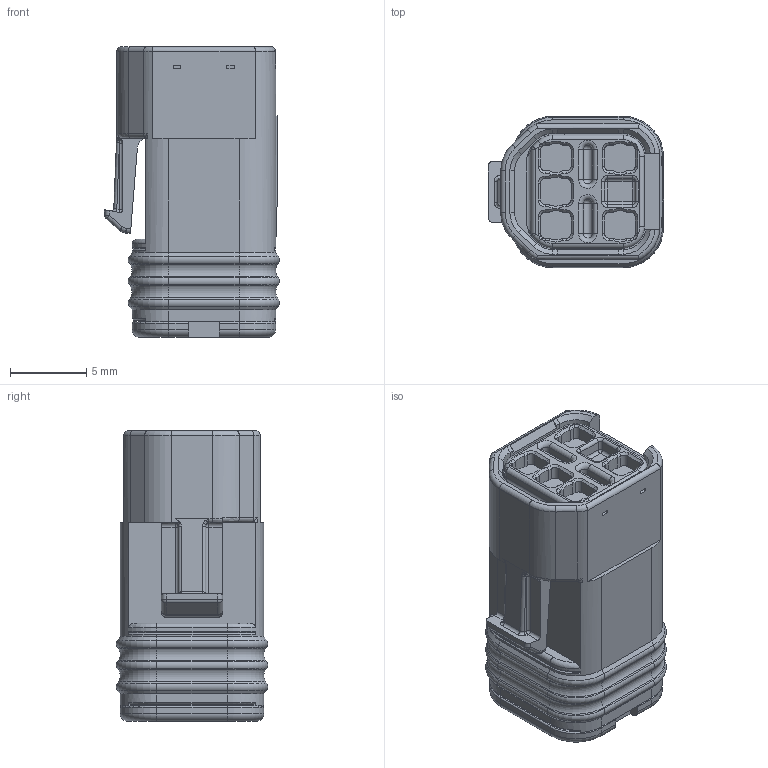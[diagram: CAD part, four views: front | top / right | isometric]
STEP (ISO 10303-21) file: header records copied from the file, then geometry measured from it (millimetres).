
FILE_DESCRIPTION((''),'2;1');
FILE_NAME('C_KH1200043','2019-07-31T',('parkkh'),(''),'CREO PARAMETRIC BY PTC INC, 2017300','CREO PARAMETRIC BY PTC INC, 2017300','');
FILE_SCHEMA(('CONFIG_CONTROL_DESIGN'));
Length unit declared in the file: millimetre
Products named in the file (1): C_KH1200043
Bounding box: 11.45 x 9.9 x 19 mm (x, y, z)
Volume: 1480.4 mm3; surface area: 1122.4 mm2
Topology: 1 solids, 2 shells, 877 faces, 2222 edges, 1365 vertices
Faces by surface type: plane 532, cylinder 175, cone 76, torus 56, bspline 20, sphere 18
Entity records: 26883 total; most frequent: CARTESIAN_POINT 5765, ORIENTED_EDGE 4436, DIRECTION 4317, EDGE_CURVE 2218, VECTOR 1615, LINE 1615, VERTEX_POINT 1365, AXIS2_PLACEMENT_3D 1351
